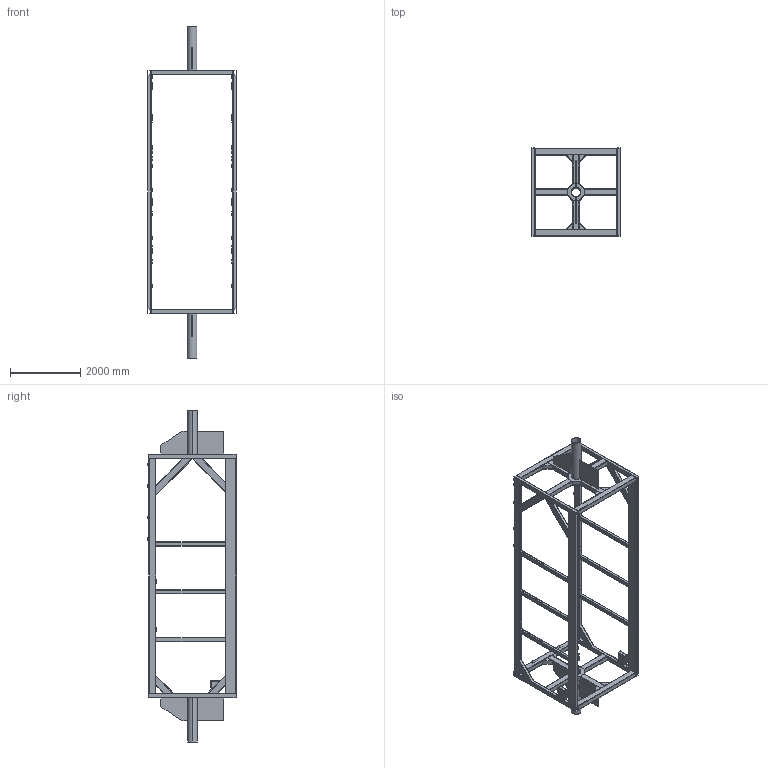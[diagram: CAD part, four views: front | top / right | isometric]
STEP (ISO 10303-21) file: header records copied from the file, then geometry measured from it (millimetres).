
FILE_DESCRIPTION((''),'2;1');
FILE_NAME('NP48-02-03_ASM','2008-07-01T',('sutclif'),(''),'PRO/ENGINEER BY PARAMETRIC TECHNOLOGY CORPORATION, 2004110','PRO/ENGINEER BY PARAMETRIC TECHNOLOGY CORPORATION, 2004110','');
FILE_SCHEMA(('CONFIG_CONTROL_DESIGN'));
Length unit declared in the file: millimetre
Products named in the file (33): NP48-02-04_AF1; NP48-02-04_AF0; NP48-02-05; NP48-02-06; NP48-02-07; NP48-02-08; NP48-02-08_AF0; NP48-02-09; NP48-02-10; NP48-02-11; NP48-02-12; NP48-02-13; NP48-02-14; NP48-02-15; NP48-02-16; NP48-02-17; NP48-02-18; NP48-02-19; NP48-02-19_AF1; NP48-02-19_AF0; NP48-02-20; NP48-02-27; NP48-02-21_AF0; NP48-02-21_AF1; NP48-02-22_AF0; NP48-02-22_AF1; NP48-02-23; NP48-02-25; NP48-02-24; NP48-02-28; NP48-02-29; NP48-02-84; NP48-02-03_ASM
Assembly tree (94 placements, depth 2):
  NP48-02-03_ASM
    NP48-02-04_AF1
    NP48-02-04_AF0
    NP48-02-05  x2
    NP48-02-06  x6
    NP48-02-07  x2
    NP48-02-08  x3
    NP48-02-08_AF0
    NP48-02-09  x4
    NP48-02-10  x4
    NP48-02-11  x2
    NP48-02-12  x2
    NP48-02-13  x2
    NP48-02-14  x2
    NP48-02-15  x2
    NP48-02-16  x2
    NP48-02-17  x4
    NP48-02-18  x4
    NP48-02-19  x10
    NP48-02-19_AF1
    NP48-02-19_AF0
    NP48-02-20  x4
    NP48-02-27  x4
    NP48-02-21_AF0
    NP48-02-21_AF1
    NP48-02-22_AF0
    NP48-02-22_AF1
    NP48-02-23  x2
    NP48-02-25  x2
    NP48-02-24  x4
    NP48-02-28  x2
    NP48-02-29  x8
    NP48-02-84  x8
Bounding box: 2520 x 2500 x 9430 mm (x, y, z)
Volume: 311046691.1 mm3; surface area: 92916550.5 mm2
Topology: 94 solids, 94 shells, 1422 faces, 3726 edges, 2484 vertices
Faces by surface type: plane 798, cylinder 624
Entity records: 18762 total; most frequent: CARTESIAN_POINT 3613, DIRECTION 3079, ORIENTED_EDGE 2886, EDGE_CURVE 1443, AXIS2_PLACEMENT_3D 1074, VERTEX_POINT 962, VECTOR 931, LINE 931
